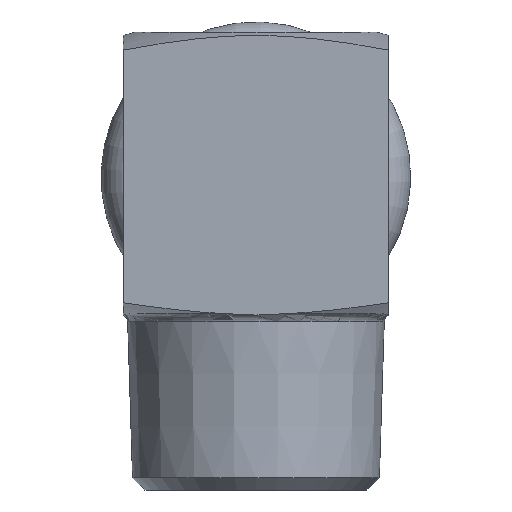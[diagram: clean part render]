
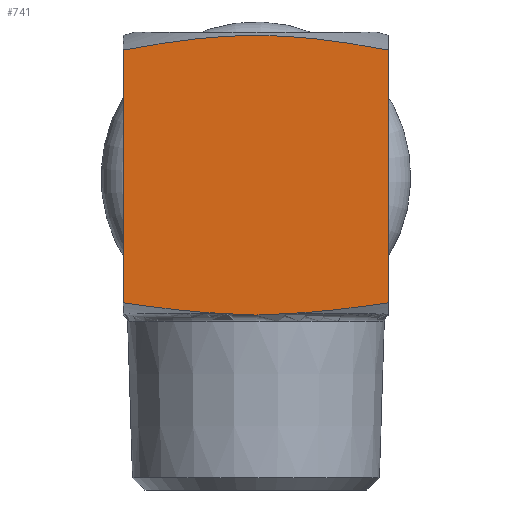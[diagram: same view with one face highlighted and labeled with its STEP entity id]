
A CAD part, front view. The second image highlights one B-rep face of the part: STEP entity #741.
In plain terms, the highlighted planar face has unit normal (0, -1, 0).
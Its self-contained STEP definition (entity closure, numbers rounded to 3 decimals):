
#18=(
BOUNDED_CURVE()
B_SPLINE_CURVE(2,(#1379,#1380,#1381),.UNSPECIFIED.,.F.,.F.)
B_SPLINE_CURVE_WITH_KNOTS((3,3),(0.389,1.338),
 .UNSPECIFIED.)
CURVE()
GEOMETRIC_REPRESENTATION_ITEM()
RATIONAL_B_SPLINE_CURVE((1.167,1.345,1.392))
REPRESENTATION_ITEM('')
);
#21=(
BOUNDED_CURVE()
B_SPLINE_CURVE(2,(#1390,#1391,#1392),.UNSPECIFIED.,.F.,.F.)
B_SPLINE_CURVE_WITH_KNOTS((3,3),(2.024,2.974),
 .UNSPECIFIED.)
CURVE()
GEOMETRIC_REPRESENTATION_ITEM()
RATIONAL_B_SPLINE_CURVE((1.392,1.345,1.167))
REPRESENTATION_ITEM('')
);
#23=(
BOUNDED_CURVE()
B_SPLINE_CURVE(2,(#1422,#1423,#1424),.UNSPECIFIED.,.F.,.F.)
B_SPLINE_CURVE_WITH_KNOTS((3,3),(2.837,4.563),
 .UNSPECIFIED.)
CURVE()
GEOMETRIC_REPRESENTATION_ITEM()
RATIONAL_B_SPLINE_CURVE((1.864,1.864,1.544))
REPRESENTATION_ITEM('')
);
#24=(
BOUNDED_CURVE()
B_SPLINE_CURVE(2,(#1431,#1432,#1433),.UNSPECIFIED.,.F.,.F.)
B_SPLINE_CURVE_WITH_KNOTS((3,3),(1.111,2.837),
 .UNSPECIFIED.)
CURVE()
GEOMETRIC_REPRESENTATION_ITEM()
RATIONAL_B_SPLINE_CURVE((1.544,1.864,1.864))
REPRESENTATION_ITEM('')
);
#47=B_SPLINE_CURVE_WITH_KNOTS('',3,(#1312,#1313,#1314,#1315,#1316,#1317,
#1318,#1319,#1320,#1321,#1322),.UNSPECIFIED.,.F.,.F.,(4,2,3,2,4),(1.9,
1.928,2.13,2.332,2.36),
 .UNSPECIFIED.);
#65=PLANE('',#876);
#104=FACE_OUTER_BOUND('',#147,.T.);
#147=EDGE_LOOP('',(#672,#673,#674,#675,#676,#677,#678));
#171=LINE('',#1442,#194);
#173=LINE('',#1445,#196);
#194=VECTOR('',#1119,10.);
#196=VECTOR('',#1123,10.);
#322=VERTEX_POINT('',#1309);
#323=VERTEX_POINT('',#1311);
#334=VERTEX_POINT('',#1378);
#335=VERTEX_POINT('',#1386);
#342=VERTEX_POINT('',#1416);
#344=VERTEX_POINT('',#1421);
#347=VERTEX_POINT('',#1430);
#423=EDGE_CURVE('',#322,#323,#47,.T.);
#438=EDGE_CURVE('',#334,#323,#18,.T.);
#441=EDGE_CURVE('',#322,#335,#21,.T.);
#453=EDGE_CURVE('',#344,#342,#23,.T.);
#457=EDGE_CURVE('',#347,#344,#24,.T.);
#460=EDGE_CURVE('',#335,#347,#171,.T.);
#462=EDGE_CURVE('',#334,#342,#173,.T.);
#672=ORIENTED_EDGE('',*,*,#457,.T.);
#673=ORIENTED_EDGE('',*,*,#453,.T.);
#674=ORIENTED_EDGE('',*,*,#462,.F.);
#675=ORIENTED_EDGE('',*,*,#438,.T.);
#676=ORIENTED_EDGE('',*,*,#423,.F.);
#677=ORIENTED_EDGE('',*,*,#441,.T.);
#678=ORIENTED_EDGE('',*,*,#460,.T.);
#741=ADVANCED_FACE('',(#104),#65,.T.);
#876=AXIS2_PLACEMENT_3D('',#1444,#1121,#1122);
#1119=DIRECTION('',(0.,0.,1.));
#1121=DIRECTION('center_axis',(0.,-1.,0.));
#1122=DIRECTION('ref_axis',(0.,0.,-1.));
#1123=DIRECTION('',(0.,0.,1.));
#1309=CARTESIAN_POINT('',(2.449,-11.,14.632));
#1311=CARTESIAN_POINT('',(-2.449,-11.,14.632));
#1312=CARTESIAN_POINT('Ctrl Pts',(2.449,-11.,14.632));
#1313=CARTESIAN_POINT('Ctrl Pts',(2.346,-11.,14.627));
#1314=CARTESIAN_POINT('Ctrl Pts',(2.246,-11.,14.622));
#1315=CARTESIAN_POINT('Ctrl Pts',(1.479,-11.,14.578));
#1316=CARTESIAN_POINT('Ctrl Pts',(0.673,-11.,14.52));
#1317=CARTESIAN_POINT('Ctrl Pts',(0.,-11.,14.52));
#1318=CARTESIAN_POINT('Ctrl Pts',(-0.673,-11.,14.52));
#1319=CARTESIAN_POINT('Ctrl Pts',(-1.479,-11.,14.578));
#1320=CARTESIAN_POINT('Ctrl Pts',(-2.246,-11.,14.622));
#1321=CARTESIAN_POINT('Ctrl Pts',(-2.346,-11.,14.627));
#1322=CARTESIAN_POINT('Ctrl Pts',(-2.449,-11.,14.632));
#1378=CARTESIAN_POINT('',(-11.,-11.,15.543));
#1379=CARTESIAN_POINT('Ctrl Pts',(-11.,-11.,15.543));
#1380=CARTESIAN_POINT('Ctrl Pts',(-6.041,-11.,14.798));
#1381=CARTESIAN_POINT('Ctrl Pts',(-2.449,-11.,14.632));
#1386=CARTESIAN_POINT('',(11.,-11.,15.543));
#1390=CARTESIAN_POINT('Ctrl Pts',(2.449,-11.,14.632));
#1391=CARTESIAN_POINT('Ctrl Pts',(6.041,-11.,14.798));
#1392=CARTESIAN_POINT('Ctrl Pts',(11.,-11.,15.543));
#1416=CARTESIAN_POINT('',(-11.,-11.,36.511));
#1421=CARTESIAN_POINT('',(0.,-11.,37.732));
#1422=CARTESIAN_POINT('Ctrl Pts',(0.,-11.,37.732));
#1423=CARTESIAN_POINT('Ctrl Pts',(-4.556,-11.,37.732));
#1424=CARTESIAN_POINT('Ctrl Pts',(-11.,-11.,36.511));
#1430=CARTESIAN_POINT('',(11.,-11.,36.511));
#1431=CARTESIAN_POINT('Ctrl Pts',(11.,-11.,36.511));
#1432=CARTESIAN_POINT('Ctrl Pts',(4.556,-11.,37.732));
#1433=CARTESIAN_POINT('Ctrl Pts',(0.,-11.,37.732));
#1442=CARTESIAN_POINT('',(11.,-11.,0.));
#1444=CARTESIAN_POINT('Origin',(11.,-11.,0.));
#1445=CARTESIAN_POINT('',(-11.,-11.,0.));
